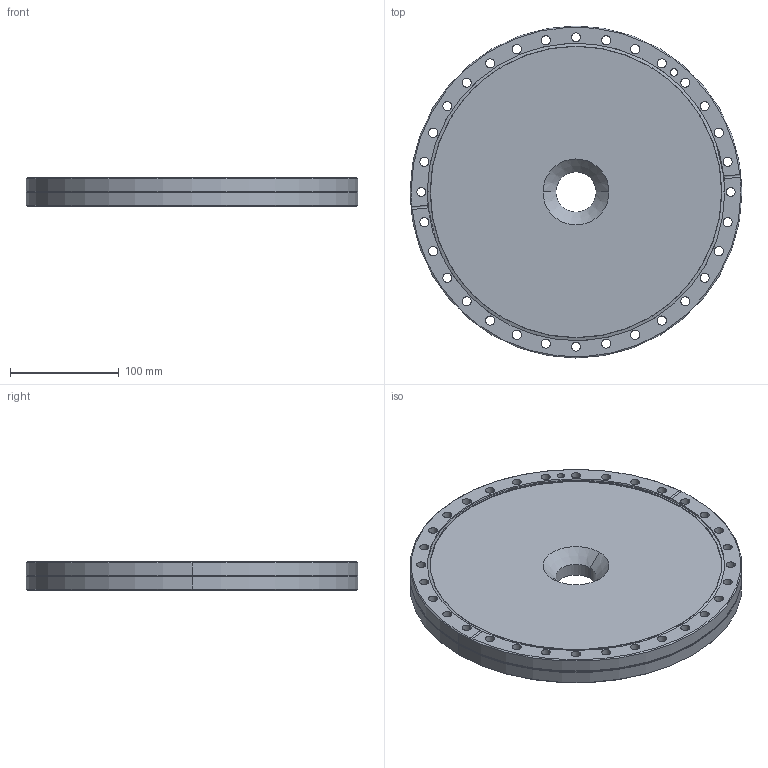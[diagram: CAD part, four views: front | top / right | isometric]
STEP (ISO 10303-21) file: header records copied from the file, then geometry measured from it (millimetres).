
FILE_DESCRIPTION (( 'STEP AP214' ), '1' );
FILE_NAME ('480FLR250-040.step', '2017-07-10T04:59:34', ( 'install' ), ( '' ), 'SwSTEP 2.0', 'SolidWorks 2015', '' );
FILE_SCHEMA (( 'AUTOMOTIVE_DESIGN' ));
Length unit declared in the file: millimetre
Products named in the file (1): 480FLR250-040
Bounding box: 304.8 x 304.8 x 26 mm (x, y, z)
Volume: 1739798.6 mm3; surface area: 192194.5 mm2
Topology: 1 solids, 1 shells, 133 faces, 354 edges, 218 vertices
Faces by surface type: cylinder 92, cone 26, torus 8, plane 5, sphere 2
Entity records: 4536 total; most frequent: DIRECTION 818, CARTESIAN_POINT 788, ORIENTED_EDGE 684, AXIS2_PLACEMENT_3D 348, EDGE_CURVE 342, VERTEX_POINT 218, CIRCLE 214, EDGE_LOOP 208
